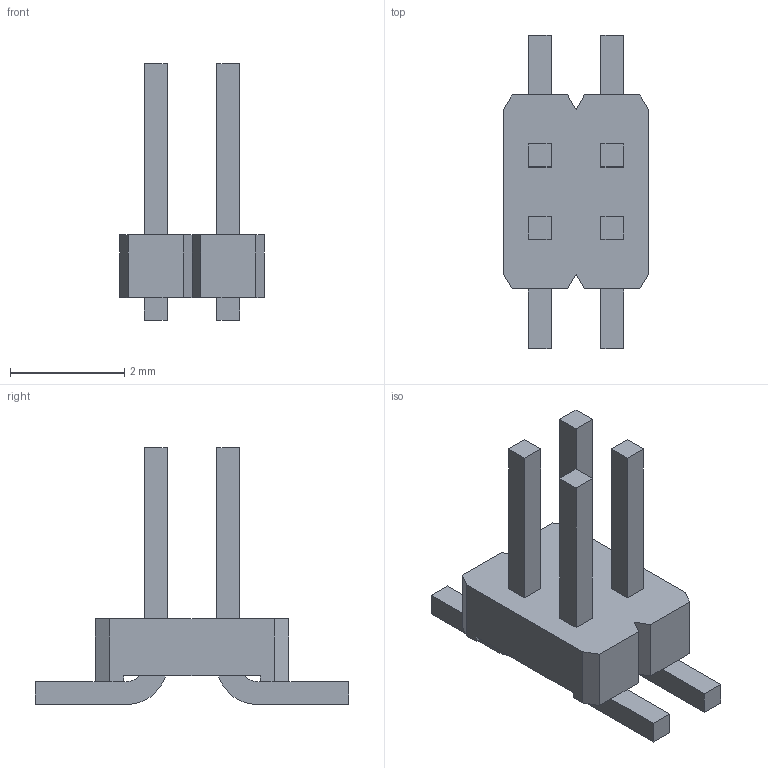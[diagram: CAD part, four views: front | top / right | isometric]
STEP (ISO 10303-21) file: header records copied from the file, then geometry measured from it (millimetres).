
FILE_DESCRIPTION(('FreeCAD Model'),'2;1');
FILE_NAME('20021121-00004XXLFC.step', '2017-02-22T14:51:00',('kicad StepUp'),('ksu MCAD'), 'Open CASCADE STEP processor 6.8','FreeCAD','Unknown');
FILE_SCHEMA(('AUTOMOTIVE_DESIGN_CC2 { 1 2 10303 214 -1 1 5 4 }'));
Length unit declared in the file: millimetre
Products named in the file (1): 20021121-00004XXLFC
Bounding box: 2.54 x 5.5 x 4.5 mm (x, y, z)
Volume: 12 mm3; surface area: 61.8 mm2
Topology: 1 solids, 1 shells, 76 faces, 206 edges, 132 vertices
Faces by surface type: plane 68, cylinder 8
Entity records: 2375 total; most frequent: CARTESIAN_POINT 415, ORIENTED_EDGE 412, DIRECTION 376, EDGE_CURVE 206, LINE 190, VECTOR 190, VERTEX_POINT 132, AXIS2_PLACEMENT_3D 93
